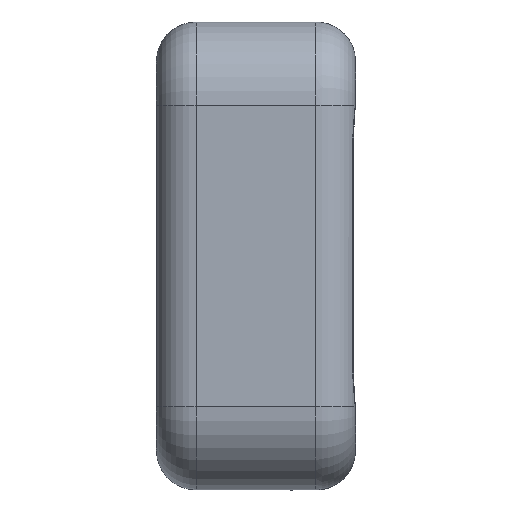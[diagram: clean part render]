
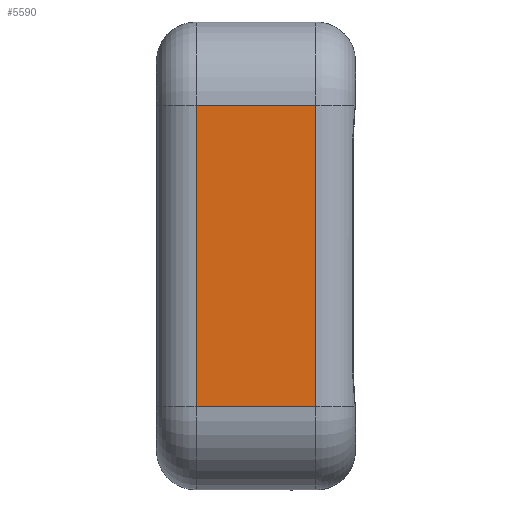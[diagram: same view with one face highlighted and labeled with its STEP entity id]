
A CAD part, left-side view. The second image highlights one B-rep face of the part: STEP entity #5590.
In plain terms, the highlighted planar face has unit normal (-1, 0, 0).
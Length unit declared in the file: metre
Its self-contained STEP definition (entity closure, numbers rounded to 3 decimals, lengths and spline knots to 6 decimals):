
#1082=ORIENTED_EDGE('',*,*,#2876,.F.);
#1083=ORIENTED_EDGE('',*,*,#2877,.T.);
#1084=ORIENTED_EDGE('',*,*,#2878,.T.);
#1085=ORIENTED_EDGE('',*,*,#2879,.T.);
#2876=EDGE_CURVE('',#3773,#3774,#4185,.T.);
#2877=EDGE_CURVE('',#3773,#3775,#4186,.F.);
#2878=EDGE_CURVE('',#3775,#3776,#4187,.T.);
#2879=EDGE_CURVE('',#3776,#3774,#4188,.T.);
#3773=VERTEX_POINT('',#8109);
#3774=VERTEX_POINT('',#8110);
#3775=VERTEX_POINT('',#8112);
#3776=VERTEX_POINT('',#8114);
#4185=LINE('',#8108,#4491);
#4186=LINE('',#8111,#4492);
#4187=LINE('',#8113,#4493);
#4188=LINE('',#8115,#4494);
#4491=VECTOR('',#6584,1.);
#4492=VECTOR('',#6585,1.);
#4493=VECTOR('',#6586,1.);
#4494=VECTOR('',#6587,1.);
#4769=EDGE_LOOP('',(#1082,#1083,#1084,#1085));
#5158=FACE_BOUND('',#4769,.T.);
#5531=PLANE('',#6023);
#5590=ADVANCED_FACE('',(#5158),#5531,.F.);
#6023=AXIS2_PLACEMENT_3D('',#8107,#6582,#6583);
#6582=DIRECTION('',(1.,0.,0.));
#6583=DIRECTION('',(0.,0.,-1.));
#6584=DIRECTION('',(0.,1.,0.));
#6585=DIRECTION('',(0.,0.,-1.));
#6586=DIRECTION('',(0.,1.,0.));
#6587=DIRECTION('',(0.,0.,-1.));
#8107=CARTESIAN_POINT('',(-0.058995,-0.0381,0.));
#8108=CARTESIAN_POINT('',(-0.058995,-0.0381,-0.028835));
#8109=CARTESIAN_POINT('',(-0.058995,-0.03048,-0.028835));
#8110=CARTESIAN_POINT('',(-0.058995,-0.00762,-0.028835));
#8111=CARTESIAN_POINT('',(-0.058995,-0.03048,0.028835));
#8112=CARTESIAN_POINT('',(-0.058995,-0.03048,0.028835));
#8113=CARTESIAN_POINT('',(-0.058995,-0.0381,0.028835));
#8114=CARTESIAN_POINT('',(-0.058995,-0.00762,0.028835));
#8115=CARTESIAN_POINT('',(-0.058995,-0.00762,0.));
